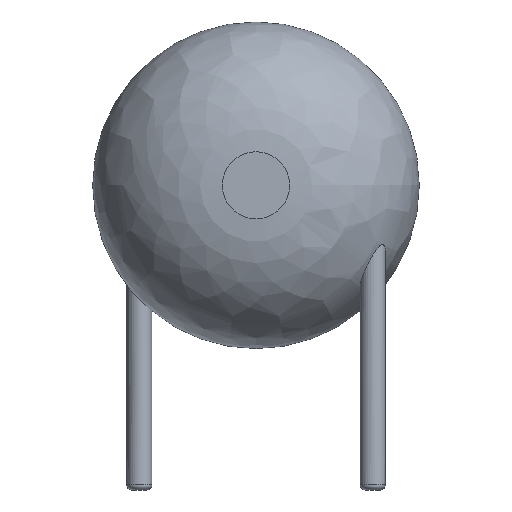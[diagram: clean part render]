
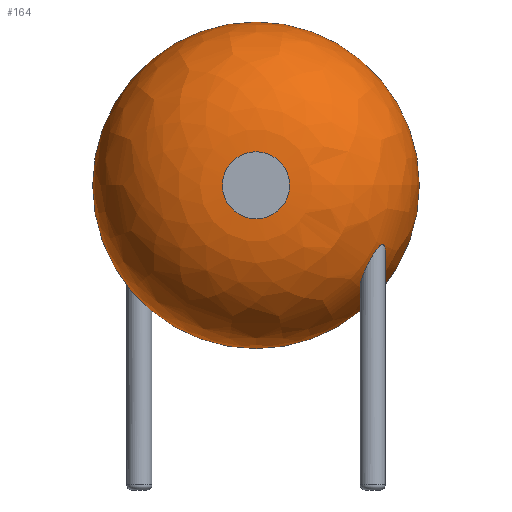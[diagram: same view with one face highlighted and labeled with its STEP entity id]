
A CAD part, front view. The second image highlights one B-rep face of the part: STEP entity #164.
In plain terms, the highlighted face is a revolution surface.
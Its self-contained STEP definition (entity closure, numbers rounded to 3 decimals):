
#24 = VERTEX_POINT('',#25);
#25 = CARTESIAN_POINT('',(6.,-1.57,3.53));
#31 = EDGE_CURVE('',#24,#24,#32,.T.);
#32 = CIRCLE('',#33,3.5);
#33 = AXIS2_PLACEMENT_3D('',#34,#35,#36);
#34 = CARTESIAN_POINT('',(2.5,-1.57,3.53));
#35 = DIRECTION('',(0.,-1.,0.));
#36 = DIRECTION('',(1.,0.,0.));
#164 = ADVANCED_FACE('',(#165,#185),#264,.T.);
#165 = FACE_BOUND('',#166,.T.);
#166 = EDGE_LOOP('',(#167,#168,#177,#184));
#167 = ORIENTED_EDGE('',*,*,#31,.T.);
#168 = ORIENTED_EDGE('',*,*,#169,.T.);
#169 = EDGE_CURVE('',#24,#170,#172,.T.);
#170 = VERTEX_POINT('',#171);
#171 = CARTESIAN_POINT('',(3.22,-4.35,3.53));
#172 = CIRCLE('',#173,2.78);
#173 = AXIS2_PLACEMENT_3D('',#174,#175,#176);
#174 = CARTESIAN_POINT('',(3.22,-1.57,3.53));
#175 = DIRECTION('',(0.,0.,-1.));
#176 = DIRECTION('',(1.,0.,0.));
#177 = ORIENTED_EDGE('',*,*,#178,.F.);
#178 = EDGE_CURVE('',#170,#170,#179,.T.);
#179 = CIRCLE('',#180,0.72);
#180 = AXIS2_PLACEMENT_3D('',#181,#182,#183);
#181 = CARTESIAN_POINT('',(2.5,-4.35,3.53));
#182 = DIRECTION('',(0.,-1.,0.));
#183 = DIRECTION('',(1.,0.,0.));
#184 = ORIENTED_EDGE('',*,*,#169,.F.);
#185 = FACE_BOUND('',#186,.T.);
#186 = EDGE_LOOP('',(#187,#210));
#187 = ORIENTED_EDGE('',*,*,#188,.T.);
#188 = EDGE_CURVE('',#189,#191,#193,.T.);
#189 = VERTEX_POINT('',#190);
#190 = CARTESIAN_POINT('',(5.27,-3.,2.13));
#191 = VERTEX_POINT('',#192);
#192 = CARTESIAN_POINT('',(4.823,-2.796,1.308
));
#193 = B_SPLINE_CURVE_WITH_KNOTS('',8,(#194,#195,#196,#197,#198,#199,
#200,#201,#202,#203,#204,#205,#206,#207,#208,#209),.UNSPECIFIED.,.F.
,.F.,(9,7,9),(0.,0.303,1.),.UNSPECIFIED.);
#194 = CARTESIAN_POINT('',(5.27,-3.,2.13));
#195 = CARTESIAN_POINT('',(5.27,-2.977,2.099));
#196 = CARTESIAN_POINT('',(5.268,-2.954,2.065)
);
#197 = CARTESIAN_POINT('',(5.263,-2.932,2.03)
);
#198 = CARTESIAN_POINT('',(5.257,-2.911,1.994
));
#199 = CARTESIAN_POINT('',(5.249,-2.89,1.957
));
#200 = CARTESIAN_POINT('',(5.239,-2.871,1.92
));
#201 = CARTESIAN_POINT('',(5.227,-2.853,1.882
));
#202 = CARTESIAN_POINT('',(5.184,-2.797,1.759
));
#203 = CARTESIAN_POINT('',(5.146,-2.764,1.673)
);
#204 = CARTESIAN_POINT('',(5.101,-2.739,1.589
));
#205 = CARTESIAN_POINT('',(5.049,-2.722,1.509
));
#206 = CARTESIAN_POINT('',(4.992,-2.717,1.436)
);
#207 = CARTESIAN_POINT('',(4.931,-2.726,1.373
));
#208 = CARTESIAN_POINT('',(4.872,-2.753,1.329)
);
#209 = CARTESIAN_POINT('',(4.823,-2.796,1.308
));
#210 = ORIENTED_EDGE('',*,*,#211,.T.);
#211 = EDGE_CURVE('',#191,#189,#212,.T.);
#212 = B_SPLINE_CURVE_WITH_KNOTS('',8,(#213,#214,#215,#216,#217,#218,
#219,#220,#221,#222,#223,#224,#225,#226,#227,#228,#229,#230,#231,
#232,#233,#234,#235,#236,#237,#238,#239,#240,#241,#242,#243,#244,
#245,#246,#247,#248,#249,#250,#251,#252,#253,#254,#255,#256,#257,
#258,#259,#260,#261,#262,#263),.UNSPECIFIED.,.F.,.F.,(9,7,7,7,7,7,7,
9),(0.,0.182,0.261,0.512,
0.771,0.842,0.928,1.),.UNSPECIFIED.);
#213 = CARTESIAN_POINT('',(4.823,-2.796,1.308
));
#214 = CARTESIAN_POINT('',(4.801,-2.815,1.298
));
#215 = CARTESIAN_POINT('',(4.782,-2.836,1.294
));
#216 = CARTESIAN_POINT('',(4.765,-2.86,1.294
));
#217 = CARTESIAN_POINT('',(4.751,-2.886,1.3
));
#218 = CARTESIAN_POINT('',(4.741,-2.913,1.31)
);
#219 = CARTESIAN_POINT('',(4.734,-2.94,1.325
));
#220 = CARTESIAN_POINT('',(4.731,-2.967,1.344
));
#221 = CARTESIAN_POINT('',(4.73,-3.004,1.375)
);
#222 = CARTESIAN_POINT('',(4.73,-3.015,1.385
));
#223 = CARTESIAN_POINT('',(4.731,-3.026,1.395
));
#224 = CARTESIAN_POINT('',(4.732,-3.037,1.406
));
#225 = CARTESIAN_POINT('',(4.734,-3.048,1.417
));
#226 = CARTESIAN_POINT('',(4.736,-3.058,1.429
));
#227 = CARTESIAN_POINT('',(4.739,-3.068,1.442)
);
#228 = CARTESIAN_POINT('',(4.751,-3.11,1.495
));
#229 = CARTESIAN_POINT('',(4.765,-3.139,1.539)
);
#230 = CARTESIAN_POINT('',(4.782,-3.166,1.587
));
#231 = CARTESIAN_POINT('',(4.802,-3.189,1.636
));
#232 = CARTESIAN_POINT('',(4.824,-3.21,1.687
));
#233 = CARTESIAN_POINT('',(4.848,-3.227,1.739)
);
#234 = CARTESIAN_POINT('',(4.874,-3.241,1.792
));
#235 = CARTESIAN_POINT('',(4.929,-3.262,1.899)
);
#236 = CARTESIAN_POINT('',(4.958,-3.27,1.952
));
#237 = CARTESIAN_POINT('',(4.988,-3.273,2.005)
);
#238 = CARTESIAN_POINT('',(5.019,-3.273,2.057
));
#239 = CARTESIAN_POINT('',(5.051,-3.269,2.107
));
#240 = CARTESIAN_POINT('',(5.083,-3.261,2.153)
);
#241 = CARTESIAN_POINT('',(5.116,-3.247,2.193)
);
#242 = CARTESIAN_POINT('',(5.156,-3.221,2.231
));
#243 = CARTESIAN_POINT('',(5.164,-3.215,2.238
));
#244 = CARTESIAN_POINT('',(5.173,-3.208,2.244
));
#245 = CARTESIAN_POINT('',(5.181,-3.201,2.249)
);
#246 = CARTESIAN_POINT('',(5.189,-3.194,2.254
));
#247 = CARTESIAN_POINT('',(5.196,-3.186,2.257
));
#248 = CARTESIAN_POINT('',(5.204,-3.177,2.258
));
#249 = CARTESIAN_POINT('',(5.219,-3.158,2.259
));
#250 = CARTESIAN_POINT('',(5.227,-3.147,2.258
));
#251 = CARTESIAN_POINT('',(5.234,-3.136,2.255
));
#252 = CARTESIAN_POINT('',(5.241,-3.124,2.25
));
#253 = CARTESIAN_POINT('',(5.246,-3.112,2.243
));
#254 = CARTESIAN_POINT('',(5.251,-3.1,2.235
));
#255 = CARTESIAN_POINT('',(5.255,-3.089,2.226
));
#256 = CARTESIAN_POINT('',(5.262,-3.067,2.207
));
#257 = CARTESIAN_POINT('',(5.264,-3.057,2.197)
);
#258 = CARTESIAN_POINT('',(5.266,-3.047,2.187
));
#259 = CARTESIAN_POINT('',(5.268,-3.038,2.177
));
#260 = CARTESIAN_POINT('',(5.269,-3.028,2.166
));
#261 = CARTESIAN_POINT('',(5.27,-3.019,2.154
));
#262 = CARTESIAN_POINT('',(5.27,-3.009,2.142));
#263 = CARTESIAN_POINT('',(5.27,-3.,2.13));
#264 = SURFACE_OF_REVOLUTION('',#265,#278);
#265 = B_SPLINE_CURVE_WITH_KNOTS('',6,(#266,#267,#268,#269,#270,#271,
#272,#273,#274,#275,#276,#277),.UNSPECIFIED.,.F.,.F.,(7,5,7),(
0.,0.785,1.571),.UNSPECIFIED.);
#266 = CARTESIAN_POINT('',(6.,-1.57,3.53));
#267 = CARTESIAN_POINT('',(6.,-1.933,3.53));
#268 = CARTESIAN_POINT('',(5.943,-2.297,3.53));
#269 = CARTESIAN_POINT('',(5.828,-2.65,3.53));
#270 = CARTESIAN_POINT('',(5.66,-2.98,3.53));
#271 = CARTESIAN_POINT('',(5.443,-3.278,3.53));
#272 = CARTESIAN_POINT('',(4.928,-3.793,3.53));
#273 = CARTESIAN_POINT('',(4.63,-4.01,3.53));
#274 = CARTESIAN_POINT('',(4.3,-4.178,3.53));
#275 = CARTESIAN_POINT('',(3.947,-4.293,3.53));
#276 = CARTESIAN_POINT('',(3.583,-4.35,3.53));
#277 = CARTESIAN_POINT('',(3.22,-4.35,3.53));
#278 = AXIS1_PLACEMENT('',#279,#280);
#279 = CARTESIAN_POINT('',(2.5,-1.57,3.53));
#280 = DIRECTION('',(0.,-1.,0.));
